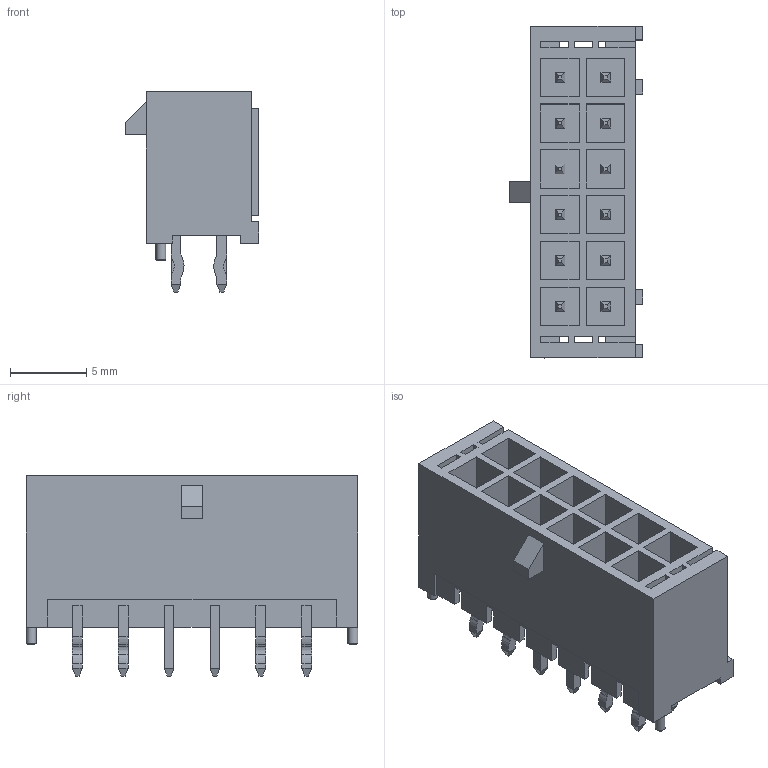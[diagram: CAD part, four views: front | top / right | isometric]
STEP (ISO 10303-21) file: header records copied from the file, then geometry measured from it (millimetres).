
FILE_DESCRIPTION(/* description */ ('Unknown'),/* implementation_level */ '2;1');
FILE_NAME(/* name */ '66201221122',/* time_stamp */ '2017-07-04T09:37:59+02:00',/* author */ ('Unknown'),/* organization */ ('Unknown'),/* preprocessor_version */ 'ST-DEVELOPER v16.7',/* originating_system */ 'DEX',/* authorisation */ $);
FILE_SCHEMA (('AUTOMOTIVE_DESIGN {1 0 10303 214 3 1 1}'));
Length unit declared in the file: millimetre
Products named in the file (4): 6620xx21122; 66201221122; 6620xx21122_PIN; 6620xx21122_PIN2
Assembly tree (13 placements, depth 2):
  6620xx21122
    66201221122
    6620xx21122_PIN  x8
    6620xx21122_PIN2  x4
Bounding box: 8.76 x 21.7 x 13.1 mm (x, y, z)
Volume: 900.5 mm3; surface area: 2332.7 mm2
Topology: 13 solids, 13 shells, 521 faces, 1400 edges, 900 vertices
Faces by surface type: plane 469, cylinder 50, cone 2
Full cylindrical faces by diameter (mm): 0.65 x2
Entity records: 9836 total; most frequent: CARTESIAN_POINT 1743, ORIENTED_EDGE 1724, DIRECTION 1502, EDGE_CURVE 862, LINE 844, VECTOR 844, VERTEX_POINT 570, EDGE_LOOP 332
